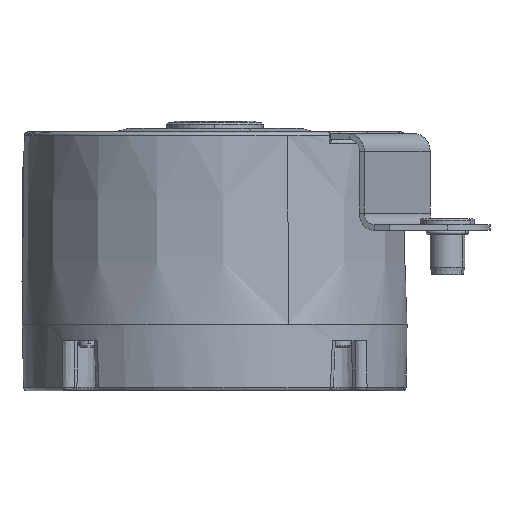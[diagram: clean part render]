
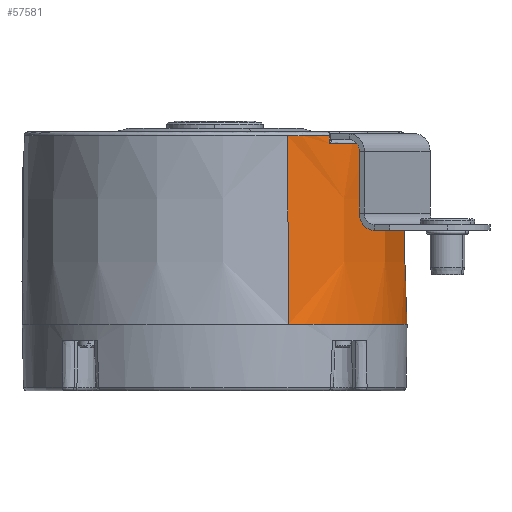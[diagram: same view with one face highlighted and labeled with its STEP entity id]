
A CAD part, front view. The second image highlights one B-rep face of the part: STEP entity #57581.
In plain terms, the highlighted conical face has half-angle 0.5 degrees and reference radius 49.531 mm.
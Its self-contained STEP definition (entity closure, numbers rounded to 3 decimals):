
#15568=CARTESIAN_POINT('',(0.,0.,-87.4));
#15569=DIRECTION('',(0.,0.,-1.));
#15570=DIRECTION('',(-0.383,0.924,0.));
#15571=AXIS2_PLACEMENT_3D('',#15568,#15569,#15570);
#15573=CARTESIAN_POINT('',(-15.09,47.4,-87.4));
#15574=CARTESIAN_POINT('',(-15.056,47.4,-86.239));
#15575=CARTESIAN_POINT('',(-14.989,47.4,-83.929));
#15576=CARTESIAN_POINT('',(-14.89,47.4,-80.495));
#15577=CARTESIAN_POINT('',(-14.824,47.4,-78.228));
#15578=CARTESIAN_POINT('',(-14.791,47.4,-77.1));
#15580=CARTESIAN_POINT('',(0.,0.,-77.1));
#15581=DIRECTION('',(0.,0.,-1.));
#15582=DIRECTION('',(-0.298,0.955,0.));
#15583=AXIS2_PLACEMENT_3D('',#15580,#15581,#15582);
#15585=CARTESIAN_POINT('',(14.791,47.4,-77.1));
#15586=CARTESIAN_POINT('',(14.824,47.4,-78.228));
#15587=CARTESIAN_POINT('',(14.89,47.4,-80.495));
#15588=CARTESIAN_POINT('',(14.989,47.4,-83.929));
#15589=CARTESIAN_POINT('',(15.056,47.4,-86.239));
#15590=CARTESIAN_POINT('',(15.09,47.4,-87.4));
#15592=CARTESIAN_POINT('',(0.,0.,-87.4));
#15593=DIRECTION('',(0.,0.,-1.));
#15594=DIRECTION('',(0.303,0.953,0.));
#15595=AXIS2_PLACEMENT_3D('',#15592,#15593,#15594);
#15597=DIRECTION('',(0.003,-0.008,-1.));
#15598=VECTOR('',#15597,48.811);
#15599=CARTESIAN_POINT('',(18.873,-45.564,
-38.591));
#15600=LINE('',#15599,#15598);
#15601=CARTESIAN_POINT('',(0.,0.,-38.591));
#15602=DIRECTION('',(0.,0.,1.));
#15603=DIRECTION('',(0.383,-0.924,0.));
#15604=AXIS2_PLACEMENT_3D('',#15601,#15602,#15603);
#15606=CARTESIAN_POINT('',(29.542,-39.491,
-38.591));
#15607=CARTESIAN_POINT('',(29.55,-39.487,
-38.813));
#15608=CARTESIAN_POINT('',(29.568,-39.479,
-39.258));
#15609=CARTESIAN_POINT('',(29.594,-39.466,
-39.924));
#15610=CARTESIAN_POINT('',(29.612,-39.458,
-40.369));
#15611=CARTESIAN_POINT('',(29.62,-39.454,
-40.591));
#15613=CARTESIAN_POINT('',(0.,0.,-40.591));
#15614=DIRECTION('',(0.,0.,1.));
#15615=DIRECTION('',(0.6,-0.8,0.));
#15616=AXIS2_PLACEMENT_3D('',#15613,#15614,#15615);
#15618=CARTESIAN_POINT('',(48.978,-5.925,
-40.591));
#15619=CARTESIAN_POINT('',(48.978,-5.915,
-40.369));
#15620=CARTESIAN_POINT('',(48.976,-5.896,
-39.924));
#15621=CARTESIAN_POINT('',(48.974,-5.867,
-39.258));
#15622=CARTESIAN_POINT('',(48.972,-5.848,
-38.813));
#15623=CARTESIAN_POINT('',(48.971,-5.838,
-38.591));
#15625=CARTESIAN_POINT('',(0.,0.,-38.591));
#15626=DIRECTION('',(0.,0.,1.));
#15627=DIRECTION('',(0.993,-0.118,0.));
#15628=AXIS2_PLACEMENT_3D('',#15625,#15626,#15627);
#15630=DIRECTION('',(-0.003,0.008,-1.));
#15631=VECTOR('',#15630,48.811);
#15632=CARTESIAN_POINT('',(-18.873,45.564,
-38.591));
#15633=LINE('',#15632,#15631);
#15700=CARTESIAN_POINT('',(29.542,-39.491,
-38.591));
#15978=CARTESIAN_POINT('',(29.62,-39.454,
-40.591));
#16204=CARTESIAN_POINT('',(48.971,-5.838,
-38.591));
#16349=CARTESIAN_POINT('',(48.978,-5.925,
-40.591));
#48427=CARTESIAN_POINT('',(-18.873,45.564,
-38.591));
#48428=CARTESIAN_POINT('',(18.873,-45.564,
-38.591));
#48429=VERTEX_POINT('',#48427);
#48430=VERTEX_POINT('',#48428);
#48432=VERTEX_POINT('',#15978);
#48458=VERTEX_POINT('',#16349);
#48460=VERTEX_POINT('',#15700);
#48486=VERTEX_POINT('',#16204);
#49068=CARTESIAN_POINT('',(-14.791,47.4,-77.1));
#49069=CARTESIAN_POINT('',(14.791,47.4,-77.1));
#49070=VERTEX_POINT('',#49068);
#49071=VERTEX_POINT('',#49069);
#50520=CARTESIAN_POINT('',(19.036,-45.957,
-87.4));
#50521=CARTESIAN_POINT('',(-19.036,45.957,
-87.4));
#50522=VERTEX_POINT('',#50520);
#50523=VERTEX_POINT('',#50521);
#50524=CARTESIAN_POINT('',(-15.09,47.4,-87.4));
#50525=VERTEX_POINT('',#50524);
#50526=CARTESIAN_POINT('',(15.09,47.4,-87.4));
#50527=VERTEX_POINT('',#50526);
#57554=CARTESIAN_POINT('',(0.,0.,-62.996));
#57555=DIRECTION('',(0.,0.,-1.));
#57556=DIRECTION('',(0.383,-0.924,0.));
#57557=AXIS2_PLACEMENT_3D('',#57554,#57555,#57556);
#57558=CONICAL_SURFACE('',#57557,49.531,0.5);
#57559=ORIENTED_EDGE('',*,*,#54084,.T.);
#57561=ORIENTED_EDGE('',*,*,#57560,.T.);
#57563=ORIENTED_EDGE('',*,*,#57562,.T.);
#57565=ORIENTED_EDGE('',*,*,#57564,.T.);
#57566=ORIENTED_EDGE('',*,*,#54080,.T.);
#57567=ORIENTED_EDGE('',*,*,#54038,.F.);
#57569=ORIENTED_EDGE('',*,*,#57568,.T.);
#57571=ORIENTED_EDGE('',*,*,#57570,.T.);
#57573=ORIENTED_EDGE('',*,*,#57572,.T.);
#57575=ORIENTED_EDGE('',*,*,#57574,.T.);
#57577=ORIENTED_EDGE('',*,*,#57576,.T.);
#57578=ORIENTED_EDGE('',*,*,#54034,.T.);
#57579=EDGE_LOOP('',(#57559,#57561,#57563,#57565,#57566,#57567,#57569,#57571,
#57573,#57575,#57577,#57578));
#57580=FACE_OUTER_BOUND('',#57579,.F.);
#15572=CIRCLE('',#15571,49.744);
#15579=B_SPLINE_CURVE_WITH_KNOTS('',3,(#15573,#15574,#15575,#15576,#15577,
#15578),.UNSPECIFIED.,.F.,.F.,(4,1,1,4),(0.,0.333,
0.667,1.),.UNSPECIFIED.);
#15584=CIRCLE('',#15583,49.654);
#15591=B_SPLINE_CURVE_WITH_KNOTS('',3,(#15585,#15586,#15587,#15588,#15589,
#15590),.UNSPECIFIED.,.F.,.F.,(4,1,1,4),(0.,0.333,
0.667,1.),.UNSPECIFIED.);
#15596=CIRCLE('',#15595,49.744);
#15605=CIRCLE('',#15604,49.318);
#15612=B_SPLINE_CURVE_WITH_KNOTS('',3,(#15606,#15607,#15608,#15609,#15610,
#15611),.UNSPECIFIED.,.F.,.F.,(4,1,1,4),(0.,0.333,
0.667,1.),.UNSPECIFIED.);
#15617=CIRCLE('',#15616,49.335);
#15624=B_SPLINE_CURVE_WITH_KNOTS('',3,(#15618,#15619,#15620,#15621,#15622,
#15623),.UNSPECIFIED.,.F.,.F.,(4,1,1,4),(0.,0.333,
0.667,1.),.UNSPECIFIED.);
#15629=CIRCLE('',#15628,49.318);
#54034=EDGE_CURVE('',#48429,#50523,#15633,.T.);
#54038=EDGE_CURVE('',#48430,#50522,#15600,.T.);
#54080=EDGE_CURVE('',#50527,#50522,#15596,.T.);
#54084=EDGE_CURVE('',#50523,#50525,#15572,.T.);
#57560=EDGE_CURVE('',#50525,#49070,#15579,.T.);
#57562=EDGE_CURVE('',#49070,#49071,#15584,.T.);
#57564=EDGE_CURVE('',#49071,#50527,#15591,.T.);
#57568=EDGE_CURVE('',#48430,#48460,#15605,.T.);
#57570=EDGE_CURVE('',#48460,#48432,#15612,.T.);
#57572=EDGE_CURVE('',#48432,#48458,#15617,.T.);
#57574=EDGE_CURVE('',#48458,#48486,#15624,.T.);
#57576=EDGE_CURVE('',#48486,#48429,#15629,.T.);
#57581=ADVANCED_FACE('',(#57580),#57558,.T.);
